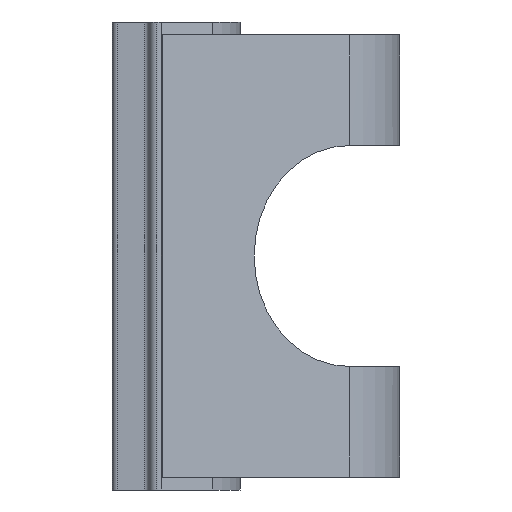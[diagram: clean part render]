
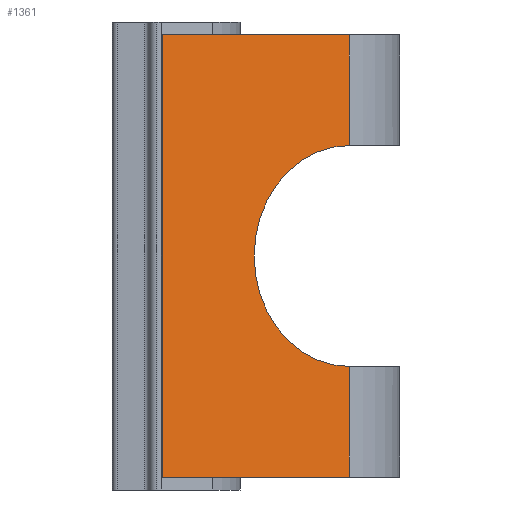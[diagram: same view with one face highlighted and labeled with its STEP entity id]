
A CAD part, left-side view. The second image highlights one B-rep face of the part: STEP entity #1361.
In plain terms, the highlighted planar face has unit normal (-0.866, -0.5, 0).
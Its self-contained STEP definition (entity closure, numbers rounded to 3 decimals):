
#8 = ORIENTED_EDGE ( 'NONE', *, *, #1562, .F. ) ;
#55 = CARTESIAN_POINT ( 'NONE',  ( -7.019, -2.04, 9. ) ) ;
#62 = ORIENTED_EDGE ( 'NONE', *, *, #1409, .F. ) ;
#238 = CARTESIAN_POINT ( 'NONE',  ( -2.625, -9.65, 9. ) ) ;
#258 = CARTESIAN_POINT ( 'NONE',  ( -2.625, -9.65, -9. ) ) ;
#278 = VECTOR ( 'NONE', #376, 1000. ) ;
#326 = CARTESIAN_POINT ( 'NONE',  ( -7.019, -2.04, 9. ) ) ;
#330 = DIRECTION ( 'NONE',  ( 0.866, 0.5, 0. ) ) ;
#376 = DIRECTION ( 'NONE',  ( 0., 0., -1. ) ) ;
#404 = LINE ( 'NONE', #880, #1492 ) ;
#508 = CARTESIAN_POINT ( 'NONE',  ( -2.625, -9.65, 9. ) ) ;
#570 = VECTOR ( 'NONE', #664, 1000. ) ;
#580 = VECTOR ( 'NONE', #1696, 1000. ) ;
#599 = PLANE ( 'NONE',  #1708 ) ;
#601 = DIRECTION ( 'NONE',  ( 0.5, -0.866, 0. ) ) ;
#622 = DIRECTION ( 'NONE',  ( -0.866, -0.5, 0. ) ) ;
#625 = LINE ( 'NONE', #684, #580 ) ;
#631 = CARTESIAN_POINT ( 'NONE',  ( -2.625, -9.65, 4.5 ) ) ;
#664 = DIRECTION ( 'NONE',  ( 0.5, -0.866, 0. ) ) ;
#684 = CARTESIAN_POINT ( 'NONE',  ( -2.625, -9.65, 9. ) ) ;
#722 = EDGE_LOOP ( 'NONE', ( #8, #62, #1269, #1429, #1551, #1716 ) ) ;
#741 = CARTESIAN_POINT ( 'NONE',  ( -2.625, -9.65, -4.5 ) ) ;
#746 = VERTEX_POINT ( 'NONE', #258 ) ;
#794 = FACE_OUTER_BOUND ( 'NONE', #722, .T. ) ;
#845 = EDGE_CURVE ( 'NONE', #848, #1308, #1008, .T. ) ;
#848 = VERTEX_POINT ( 'NONE', #508 ) ;
#849 = CIRCLE ( 'NONE', #1652, 4.5 ) ;
#880 = CARTESIAN_POINT ( 'NONE',  ( -7.019, -2.04, -9. ) ) ;
#952 = LINE ( 'NONE', #1812, #570 ) ;
#988 = EDGE_CURVE ( 'NONE', #1646, #848, #952, .T. ) ;
#1008 = LINE ( 'NONE', #238, #278 ) ;
#1097 = EDGE_CURVE ( 'NONE', #1153, #746, #404, .T. ) ;
#1100 = CARTESIAN_POINT ( 'NONE',  ( -7.019, -2.04, 9. ) ) ;
#1123 = VERTEX_POINT ( 'NONE', #741 ) ;
#1131 = VECTOR ( 'NONE', #1747, 1000. ) ;
#1153 = VERTEX_POINT ( 'NONE', #1754 ) ;
#1269 = ORIENTED_EDGE ( 'NONE', *, *, #845, .F. ) ;
#1308 = VERTEX_POINT ( 'NONE', #631 ) ;
#1327 = DIRECTION ( 'NONE',  ( -0.5, 0.866, 0. ) ) ;
#1361 = ADVANCED_FACE ( 'NONE', ( #794 ), #599, .F. ) ;
#1409 = EDGE_CURVE ( 'NONE', #1308, #1123, #849, .T. ) ;
#1429 = ORIENTED_EDGE ( 'NONE', *, *, #988, .F. ) ;
#1486 = CARTESIAN_POINT ( 'NONE',  ( -2.614, -9.67, 0. ) ) ;
#1492 = VECTOR ( 'NONE', #601, 1000. ) ;
#1509 = LINE ( 'NONE', #326, #1131 ) ;
#1551 = ORIENTED_EDGE ( 'NONE', *, *, #1738, .T. ) ;
#1562 = EDGE_CURVE ( 'NONE', #1123, #746, #625, .T. ) ;
#1633 = DIRECTION ( 'NONE',  ( 0.5, -0.866, 0. ) ) ;
#1646 = VERTEX_POINT ( 'NONE', #1100 ) ;
#1652 = AXIS2_PLACEMENT_3D ( 'NONE', #1486, #622, #1633 ) ;
#1696 = DIRECTION ( 'NONE',  ( 0., 0., -1. ) ) ;
#1708 = AXIS2_PLACEMENT_3D ( 'NONE', #55, #330, #1327 ) ;
#1716 = ORIENTED_EDGE ( 'NONE', *, *, #1097, .T. ) ;
#1738 = EDGE_CURVE ( 'NONE', #1646, #1153, #1509, .T. ) ;
#1747 = DIRECTION ( 'NONE',  ( 0., 0., -1. ) ) ;
#1754 = CARTESIAN_POINT ( 'NONE',  ( -7.019, -2.04, -9. ) ) ;
#1812 = CARTESIAN_POINT ( 'NONE',  ( -7.019, -2.04, 9. ) ) ;
